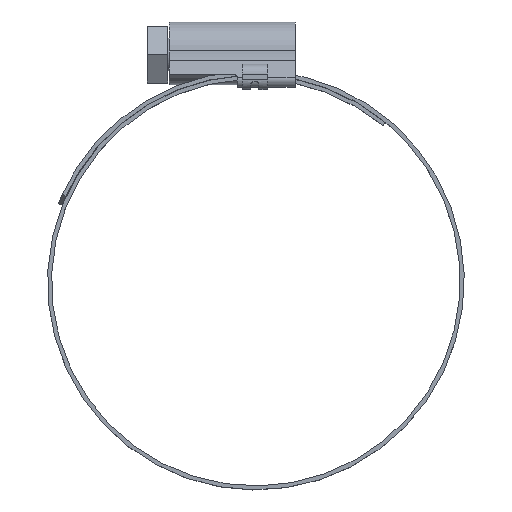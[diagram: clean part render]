
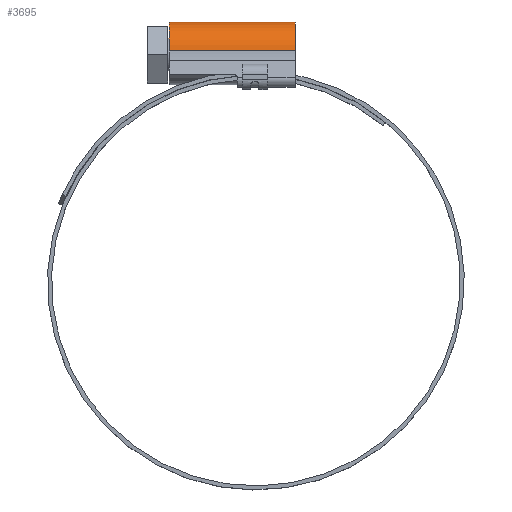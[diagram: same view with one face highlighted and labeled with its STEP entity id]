
A CAD part, top view. The second image highlights one B-rep face of the part: STEP entity #3695.
In plain terms, the highlighted cylindrical face has radius 6.5 mm (diameter 13 mm), a partial arc.
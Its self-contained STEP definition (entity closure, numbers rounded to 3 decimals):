
#95 = EDGE_CURVE ( 'NONE', #692, #1898, #3298, .T. ) ;
#267 = EDGE_LOOP ( 'NONE', ( #3774, #1582, #3829, #272 ) ) ;
#272 = ORIENTED_EDGE ( 'NONE', *, *, #95, .T. ) ;
#620 = CARTESIAN_POINT ( 'NONE',  ( -17., 45.72, -6.46 ) ) ;
#692 = VERTEX_POINT ( 'NONE', #3782 ) ;
#873 = DIRECTION ( 'NONE',  ( 1., 0., 0. ) ) ;
#1092 = AXIS2_PLACEMENT_3D ( 'NONE', #3653, #1933, #2751 ) ;
#1141 = DIRECTION ( 'NONE',  ( 1., 0., 0. ) ) ;
#1216 = DIRECTION ( 'NONE',  ( 1., 0., 0. ) ) ;
#1278 = AXIS2_PLACEMENT_3D ( 'NONE', #3585, #1815, #2969 ) ;
#1400 = VECTOR ( 'NONE', #873, 1000. ) ;
#1546 = VERTEX_POINT ( 'NONE', #3509 ) ;
#1582 = ORIENTED_EDGE ( 'NONE', *, *, #2160, .F. ) ;
#1815 = DIRECTION ( 'NONE',  ( 1., 0., 0. ) ) ;
#1845 = CIRCLE ( 'NONE', #2350, 6.5 ) ;
#1876 = EDGE_CURVE ( 'NONE', #1546, #1898, #2783, .T. ) ;
#1898 = VERTEX_POINT ( 'NONE', #3697 ) ;
#1933 = DIRECTION ( 'NONE',  ( 1., 0., 0. ) ) ;
#2084 = CARTESIAN_POINT ( 'NONE',  ( -17., 45.72, -6.46 ) ) ;
#2160 = EDGE_CURVE ( 'NONE', #3766, #1546, #3578, .T. ) ;
#2350 = AXIS2_PLACEMENT_3D ( 'NONE', #2851, #1141, #2891 ) ;
#2665 = EDGE_CURVE ( 'NONE', #3766, #692, #1845, .T. ) ;
#2751 = DIRECTION ( 'NONE',  ( 0., 0., -1. ) ) ;
#2783 = CIRCLE ( 'NONE', #1092, 6.5 ) ;
#2851 = CARTESIAN_POINT ( 'NONE',  ( -17., 45., 0. ) ) ;
#2891 = DIRECTION ( 'NONE',  ( 0., 0., 1. ) ) ;
#2969 = DIRECTION ( 'NONE',  ( 0., 0., -1. ) ) ;
#3282 = CARTESIAN_POINT ( 'NONE',  ( -17., 45.72, 6.46 ) ) ;
#3298 = LINE ( 'NONE', #3282, #3480 ) ;
#3317 = FACE_OUTER_BOUND ( 'NONE', #267, .T. ) ;
#3480 = VECTOR ( 'NONE', #1216, 1000. ) ;
#3509 = CARTESIAN_POINT ( 'NONE',  ( 8., 45.72, -6.46 ) ) ;
#3578 = LINE ( 'NONE', #2084, #1400 ) ;
#3585 = CARTESIAN_POINT ( 'NONE',  ( -17., 45., 0. ) ) ;
#3618 = CYLINDRICAL_SURFACE ( 'NONE', #1278, 6.5 ) ;
#3653 = CARTESIAN_POINT ( 'NONE',  ( 8., 45., 0. ) ) ;
#3695 = ADVANCED_FACE ( 'NONE', ( #3317 ), #3618, .T. ) ;
#3697 = CARTESIAN_POINT ( 'NONE',  ( 8., 45.72, 6.46 ) ) ;
#3766 = VERTEX_POINT ( 'NONE', #620 ) ;
#3774 = ORIENTED_EDGE ( 'NONE', *, *, #1876, .F. ) ;
#3782 = CARTESIAN_POINT ( 'NONE',  ( -17., 45.72, 6.46 ) ) ;
#3829 = ORIENTED_EDGE ( 'NONE', *, *, #2665, .T. ) ;
